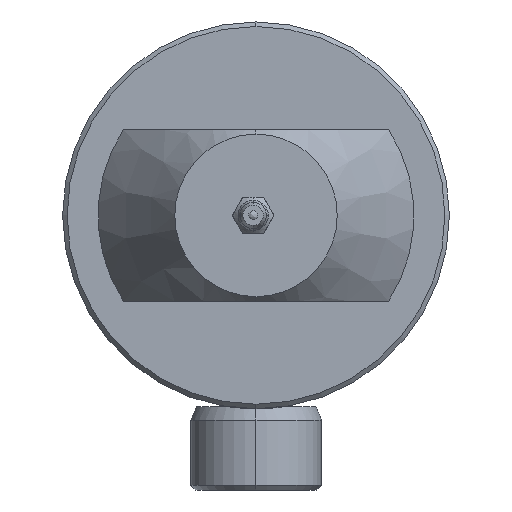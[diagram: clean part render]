
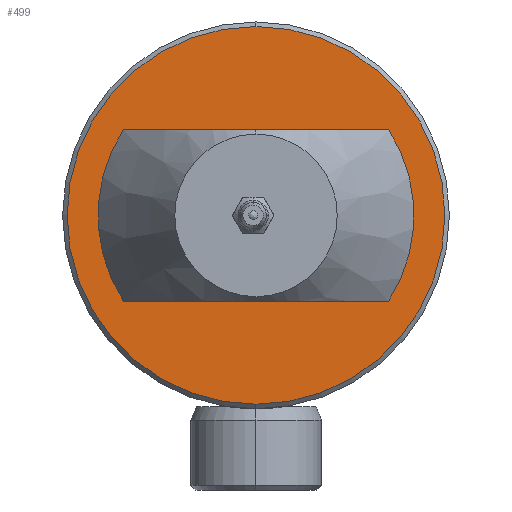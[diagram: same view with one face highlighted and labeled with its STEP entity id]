
A CAD part, left-side view. The second image highlights one B-rep face of the part: STEP entity #499.
In plain terms, the highlighted planar face has unit normal (-1, 0, 0).
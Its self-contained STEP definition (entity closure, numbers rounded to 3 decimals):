
#27 = DIRECTION ( 'NONE',  ( 0., 0., 1. ) ) ;
#42 = EDGE_CURVE ( 'NONE', #4027, #4003, #983, .T. ) ;
#317 = PLANE ( 'NONE',  #5000 ) ;
#346 = CARTESIAN_POINT ( 'NONE',  ( 74., 0., 0. ) ) ;
#463 = DIRECTION ( 'NONE',  ( -1., 0., 0. ) ) ;
#499 = ADVANCED_FACE ( 'NONE', ( #6083, #1991 ), #317, .F. ) ;
#563 = CARTESIAN_POINT ( 'NONE',  ( 74., 29.394, 19. ) ) ;
#800 = EDGE_CURVE ( 'NONE', #2063, #4003, #5929, .T. ) ;
#907 = CIRCLE ( 'NONE', #5163, 41.85 ) ;
#983 = CIRCLE ( 'NONE', #5108, 35. ) ;
#1279 = DIRECTION ( 'NONE',  ( 0., 1., 0. ) ) ;
#1508 = CARTESIAN_POINT ( 'NONE',  ( 74., -29.394, 19. ) ) ;
#1672 = CARTESIAN_POINT ( 'NONE',  ( 74., 0., 0. ) ) ;
#1677 = DIRECTION ( 'NONE',  ( 1., 0., 0. ) ) ;
#1744 = CARTESIAN_POINT ( 'NONE',  ( 74., 63.605, -19. ) ) ;
#1991 = FACE_BOUND ( 'NONE', #5066, .T. ) ;
#2063 = VERTEX_POINT ( 'NONE', #563 ) ;
#2077 = VERTEX_POINT ( 'NONE', #4781 ) ;
#2177 = DIRECTION ( 'NONE',  ( 0., 0., -1. ) ) ;
#2509 = EDGE_CURVE ( 'NONE', #4027, #2077, #4584, .T. ) ;
#2540 = EDGE_LOOP ( 'NONE', ( #3497, #5107 ) ) ;
#2769 = DIRECTION ( 'NONE',  ( -1., 0., 0. ) ) ;
#2935 = CARTESIAN_POINT ( 'NONE',  ( 74., -29.394, -19. ) ) ;
#3163 = DIRECTION ( 'NONE',  ( 0., 0., -1. ) ) ;
#3203 = ORIENTED_EDGE ( 'NONE', *, *, #2509, .T. ) ;
#3215 = AXIS2_PLACEMENT_3D ( 'NONE', #4250, #463, #27 ) ;
#3311 = CARTESIAN_POINT ( 'NONE',  ( 74., 0., -41.85 ) ) ;
#3497 = ORIENTED_EDGE ( 'NONE', *, *, #5143, .T. ) ;
#3625 = DIRECTION ( 'NONE',  ( -1., 0., 0. ) ) ;
#3657 = ORIENTED_EDGE ( 'NONE', *, *, #800, .T. ) ;
#3739 = CARTESIAN_POINT ( 'NONE',  ( 74., 63.605, 19. ) ) ;
#3742 = CARTESIAN_POINT ( 'NONE',  ( 74., 0., 0. ) ) ;
#4003 = VERTEX_POINT ( 'NONE', #1508 ) ;
#4027 = VERTEX_POINT ( 'NONE', #2935 ) ;
#4075 = CARTESIAN_POINT ( 'NONE',  ( 74., 35., 0. ) ) ;
#4238 = DIRECTION ( 'NONE',  ( -1., 0., 0. ) ) ;
#4250 = CARTESIAN_POINT ( 'NONE',  ( 74., 0., 0. ) ) ;
#4322 = ORIENTED_EDGE ( 'NONE', *, *, #5222, .F. ) ;
#4538 = DIRECTION ( 'NONE',  ( 0., 0., 1. ) ) ;
#4584 = LINE ( 'NONE', #1744, #5561 ) ;
#4687 = DIRECTION ( 'NONE',  ( 0., -1., 0. ) ) ;
#4749 = ORIENTED_EDGE ( 'NONE', *, *, #42, .F. ) ;
#4781 = CARTESIAN_POINT ( 'NONE',  ( 74., 29.394, -19. ) ) ;
#4899 = VERTEX_POINT ( 'NONE', #5905 ) ;
#5000 = AXIS2_PLACEMENT_3D ( 'NONE', #4075, #1677, #2177 ) ;
#5066 = EDGE_LOOP ( 'NONE', ( #4749, #3203, #4322, #3657 ) ) ;
#5107 = ORIENTED_EDGE ( 'NONE', *, *, #6103, .T. ) ;
#5108 = AXIS2_PLACEMENT_3D ( 'NONE', #1672, #3625, #4538 ) ;
#5143 = EDGE_CURVE ( 'NONE', #5648, #4899, #5572, .T. ) ;
#5163 = AXIS2_PLACEMENT_3D ( 'NONE', #3742, #4238, #5645 ) ;
#5222 = EDGE_CURVE ( 'NONE', #2063, #2077, #5498, .T. ) ;
#5498 = CIRCLE ( 'NONE', #3215, 35. ) ;
#5561 = VECTOR ( 'NONE', #1279, 1000. ) ;
#5572 = CIRCLE ( 'NONE', #5760, 41.85 ) ;
#5645 = DIRECTION ( 'NONE',  ( 0., 0., -1. ) ) ;
#5648 = VERTEX_POINT ( 'NONE', #3311 ) ;
#5720 = VECTOR ( 'NONE', #4687, 1000. ) ;
#5760 = AXIS2_PLACEMENT_3D ( 'NONE', #346, #2769, #3163 ) ;
#5905 = CARTESIAN_POINT ( 'NONE',  ( 74., 0., 41.85 ) ) ;
#5929 = LINE ( 'NONE', #3739, #5720 ) ;
#6083 = FACE_OUTER_BOUND ( 'NONE', #2540, .T. ) ;
#6103 = EDGE_CURVE ( 'NONE', #4899, #5648, #907, .T. ) ;
